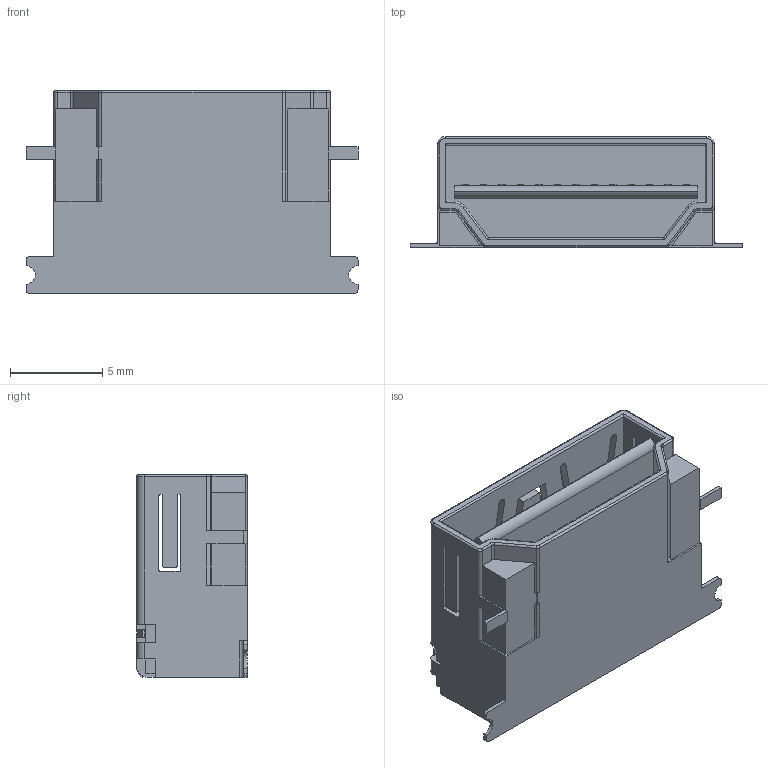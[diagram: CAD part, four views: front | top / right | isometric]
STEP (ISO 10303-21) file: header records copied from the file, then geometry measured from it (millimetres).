
FILE_DESCRIPTION (( 'STEP AP214' ), '1' );
FILE_NAME ('HDMISocket.STEP', '2023-07-31T15:18:37', ( 'ZenBook' ), ( '' ), 'SwSTEP 2.0', 'SolidWorks 2017', '' );
FILE_SCHEMA (( 'AUTOMOTIVE_DESIGN' ));
Length unit declared in the file: millimetre
Products named in the file (1): HDMISocket
Bounding box: 18 x 6 x 11 mm (x, y, z)
Volume: 519.7 mm3; surface area: 1250.3 mm2
Topology: 1 solids, 1 shells, 287 faces, 811 edges, 525 vertices
Faces by surface type: plane 201, cylinder 76, torus 10
Entity records: 12316 total; most frequent: CARTESIAN_POINT 1642, ORIENTED_EDGE 1622, DIRECTION 1537, EDGE_CURVE 811, LINE 649, VECTOR 649, VERTEX_POINT 525, AXIS2_PLACEMENT_3D 444
